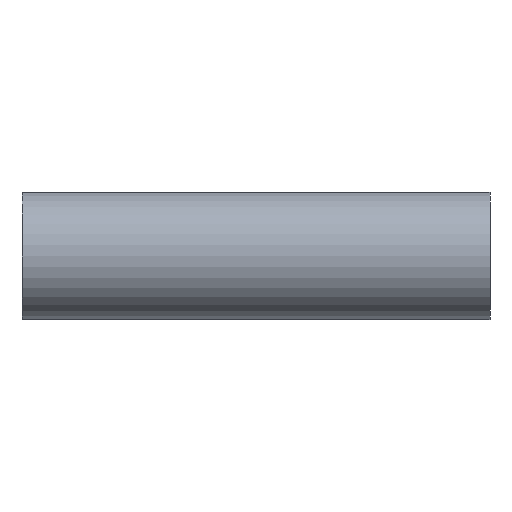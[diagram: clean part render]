
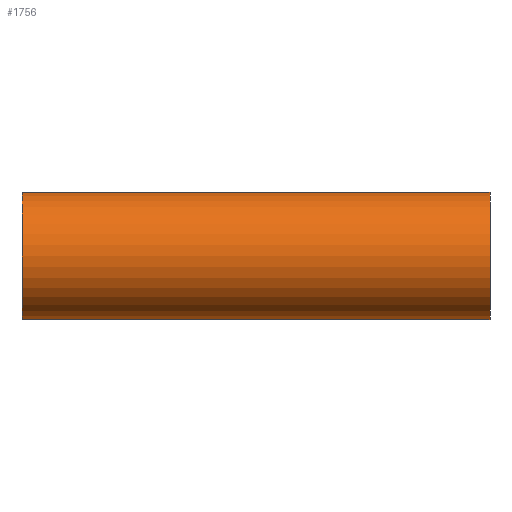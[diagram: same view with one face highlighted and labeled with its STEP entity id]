
A CAD part, left-side view. The second image highlights one B-rep face of the part: STEP entity #1756.
In plain terms, the highlighted cylindrical face has radius 9.5 mm (diameter 19 mm), a full revolution.
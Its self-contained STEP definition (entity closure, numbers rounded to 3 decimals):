
#1550=CARTESIAN_POINT('',(6.399,0.,-7.022));
#1551=VERTEX_POINT('',#1550);
#1559=CARTESIAN_POINT('',(6.399,0.,-7.022));
#1560=CARTESIAN_POINT('',(6.399,0.,-7.022));
#1561=CARTESIAN_POINT('',(6.399,0.,-7.022));
#1562=CARTESIAN_POINT('',(6.399,0.,-7.022));
#1563=CARTESIAN_POINT('',(6.399,0.083,-7.022));
#1564=CARTESIAN_POINT('',(6.403,0.414,-7.018));
#1565=CARTESIAN_POINT('',(6.436,0.911,-6.988));
#1566=CARTESIAN_POINT('',(6.511,1.48,-6.918));
#1567=CARTESIAN_POINT('',(6.681,2.432,-6.756));
#1568=CARTESIAN_POINT('',(6.951,3.335,-6.485));
#1569=CARTESIAN_POINT('',(7.311,4.293,-6.069));
#1570=CARTESIAN_POINT('',(7.528,4.807,-5.8));
#1571=CARTESIAN_POINT('',(7.806,5.418,-5.421));
#1572=CARTESIAN_POINT('',(8.085,5.989,-5.002));
#1573=CARTESIAN_POINT('',(8.408,6.608,-4.439));
#1574=CARTESIAN_POINT('',(8.641,7.032,-3.957));
#1575=CARTESIAN_POINT('',(8.828,7.363,-3.515));
#1576=CARTESIAN_POINT('',(8.974,7.617,-3.132));
#1577=CARTESIAN_POINT('',(9.18,7.97,-2.486));
#1578=CARTESIAN_POINT('',(9.359,8.268,-1.721));
#1579=CARTESIAN_POINT('',(9.453,8.423,-1.002));
#1580=CARTESIAN_POINT('',(9.499,8.498,-0.365));
#1581=CARTESIAN_POINT('',(9.508,8.513,0.275));
#1582=CARTESIAN_POINT('',(9.455,8.426,1.007));
#1583=CARTESIAN_POINT('',(9.339,8.235,1.805));
#1584=CARTESIAN_POINT('',(9.199,8.001,2.405));
#1585=CARTESIAN_POINT('',(9.,7.662,3.057));
#1586=CARTESIAN_POINT('',(8.829,7.367,3.523));
#1587=CARTESIAN_POINT('',(8.609,6.973,4.026));
#1588=CARTESIAN_POINT('',(8.338,6.475,4.571));
#1589=CARTESIAN_POINT('',(8.009,5.842,5.126));
#1590=CARTESIAN_POINT('',(7.635,5.055,5.662));
#1591=CARTESIAN_POINT('',(7.345,4.378,6.03));
#1592=CARTESIAN_POINT('',(7.068,3.652,6.352));
#1593=CARTESIAN_POINT('',(6.879,3.075,6.554));
#1594=CARTESIAN_POINT('',(6.66,2.277,6.777));
#1595=CARTESIAN_POINT('',(6.529,1.645,6.902));
#1596=CARTESIAN_POINT('',(6.443,0.937,6.982));
#1597=CARTESIAN_POINT('',(6.408,0.5,7.014));
#1598=CARTESIAN_POINT('',(6.387,-0.277,7.033));
#1599=CARTESIAN_POINT('',(6.447,-1.104,6.979));
#1600=CARTESIAN_POINT('',(6.585,-1.906,6.848));
#1601=CARTESIAN_POINT('',(6.678,-2.32,6.757));
#1602=CARTESIAN_POINT('',(6.832,-2.927,6.603));
#1603=CARTESIAN_POINT('',(7.095,-3.755,6.328));
#1604=CARTESIAN_POINT('',(7.419,-4.555,5.941));
#1605=CARTESIAN_POINT('',(7.712,-5.216,5.552));
#1606=CARTESIAN_POINT('',(8.009,-5.841,5.127));
#1607=CARTESIAN_POINT('',(8.337,-6.474,4.572));
#1608=CARTESIAN_POINT('',(8.608,-6.972,4.028));
#1609=CARTESIAN_POINT('',(8.86,-7.422,3.453));
#1610=CARTESIAN_POINT('',(9.138,-7.9,2.665));
#1611=CARTESIAN_POINT('',(9.319,-8.201,1.892));
#1612=CARTESIAN_POINT('',(9.403,-8.34,1.363));
#1613=CARTESIAN_POINT('',(9.473,-8.456,0.828));
#1614=CARTESIAN_POINT('',(9.511,-8.517,0.184));
#1615=CARTESIAN_POINT('',(9.485,-8.475,-0.727));
#1616=CARTESIAN_POINT('',(9.4,-8.336,-1.453));
#1617=CARTESIAN_POINT('',(9.26,-8.102,-2.144));
#1618=CARTESIAN_POINT('',(9.085,-7.809,-2.813));
#1619=CARTESIAN_POINT('',(8.85,-7.404,-3.485));
#1620=CARTESIAN_POINT('',(8.593,-6.944,-4.061));
#1621=CARTESIAN_POINT('',(8.355,-6.507,-4.531));
#1622=CARTESIAN_POINT('',(8.086,-5.991,-5.));
#1623=CARTESIAN_POINT('',(7.75,-5.305,-5.504));
#1624=CARTESIAN_POINT('',(7.418,-4.558,-5.943));
#1625=CARTESIAN_POINT('',(7.155,-3.89,-6.252));
#1626=CARTESIAN_POINT('',(6.862,-3.036,-6.575));
#1627=CARTESIAN_POINT('',(6.612,-2.122,-6.824));
#1628=CARTESIAN_POINT('',(6.435,-0.997,-6.989));
#1629=CARTESIAN_POINT('',(6.399,-0.331,-7.022));
#1630=CARTESIAN_POINT('',(6.399,0.,-7.022));
#1631=B_SPLINE_CURVE_WITH_KNOTS('',3,(#1559,#1560,#1561,#1562,#1563,#1564,#1565,#1566,#1567,#1568,#1569,#1570,#1571,#1572,#1573,#1574,#1575,#1576,#1577,#1578,#1579,#1580,#1581,#1582,#1583,#1584,#1585,#1586,#1587,#1588,#1589,#1590,#1591,#1592,#1593,#1594,#1595,#1596,#1597,#1598,#1599,#1600,#1601,#1602,#1603,#1604,#1605,#1606,#1607,#1608,#1609,#1610,#1611,#1612,#1613,#1614,#1615,#1616,#1617,#1618,#1619,#1620,#1621,#1622,#1623,#1624,#1625,#1626,#1627,#1628,#1629,#1630),.UNSPECIFIED.,.T.,.U.,(4,3,1,1,1,1,1,1,1,1,1,1,1,1,1,1,1,1,1,1,1,1,1,1,1,1,1,1,1,1,1,1,1,1,1,1,1,1,1,1,1,1,1,1,1,1,1,1,1,1,1,1,1,1,1,1,1,1,1,1,1,1,1,1,1,1,1,4),(-4.093,-4.092,-4.074,-4.019,-3.983,-3.946,-3.8,-3.764,-3.691,-3.654,-3.581,-3.508,-3.435,-3.41,-3.362,-3.313,-3.216,-3.142,-3.118,-3.045,-2.972,-2.923,-2.826,-2.801,-2.728,-2.68,-2.631,-2.533,-2.46,-2.387,-2.339,-2.265,-2.241,-2.144,-2.119,-2.083,-2.046,-1.949,-1.9,-1.864,-1.851,-1.754,-1.656,-1.632,-1.559,-1.462,-1.413,-1.364,-1.267,-1.169,-1.145,-1.121,-1.023,-0.974,-0.877,-0.828,-0.78,-0.682,-0.621,-0.585,-0.512,-0.438,-0.365,-0.292,-0.256,-0.146,-0.073,0.),.UNSPECIFIED.);
#1632=EDGE_CURVE('',#1551,#1551,#1631,.T.);
#1726=CARTESIAN_POINT('',(0.,0.0,0.0));
#1727=DIRECTION('',(0.,-1.0,0.0));
#1728=DIRECTION('',(1.0,0.0,0.0));
#1729=AXIS2_PLACEMENT_3D('',#1726,#1727,#1728);
#1730=CYLINDRICAL_SURFACE('',#1729,9.5);
#1731=CARTESIAN_POINT('',(9.5,-35.,0.0));
#1732=VERTEX_POINT('',#1731);
#1733=CARTESIAN_POINT('',(0.,-35.,0.0));
#1734=DIRECTION('',(0.0,-1.0,0.0));
#1735=DIRECTION('',(1.0,0.0,0.0));
#1736=AXIS2_PLACEMENT_3D('',#1733,#1734,#1735);
#1737=CIRCLE('',#1736,9.5);
#1738=EDGE_CURVE('',#1732,#1732,#1737,.T.);
#1739=ORIENTED_EDGE('',*,*,#1738,.F.);
#1740=EDGE_LOOP('',(#1739));
#1741=FACE_OUTER_BOUND('',#1740,.T.);
#1742=CARTESIAN_POINT('',(9.5,35.,0.0));
#1743=VERTEX_POINT('',#1742);
#1744=CARTESIAN_POINT('',(0.,35.0,0.0));
#1745=DIRECTION('',(0.0,-1.0,0.0));
#1746=DIRECTION('',(1.0,0.0,0.0));
#1747=AXIS2_PLACEMENT_3D('',#1744,#1745,#1746);
#1748=CIRCLE('',#1747,9.5);
#1749=EDGE_CURVE('',#1743,#1743,#1748,.T.);
#1750=ORIENTED_EDGE('',*,*,#1749,.T.);
#1751=EDGE_LOOP('',(#1750));
#1752=FACE_BOUND('',#1751,.T.);
#1753=ORIENTED_EDGE('',*,*,#1632,.F.);
#1754=EDGE_LOOP('',(#1753));
#1755=FACE_BOUND('',#1754,.T.);
#1756=ADVANCED_FACE('',(#1741,#1752,#1755),#1730,.T.);
